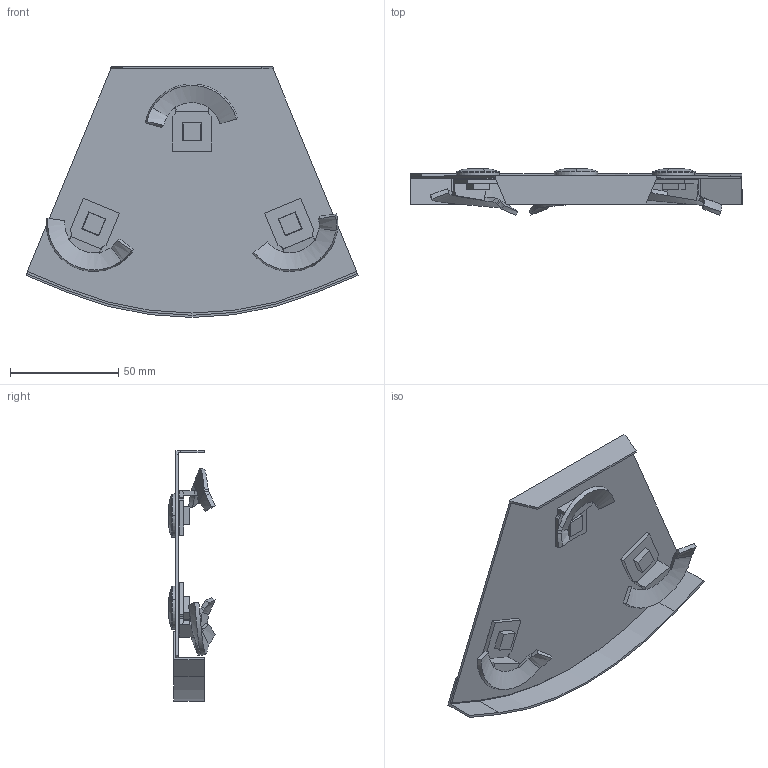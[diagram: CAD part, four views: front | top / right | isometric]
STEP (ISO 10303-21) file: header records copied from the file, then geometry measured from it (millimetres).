
FILE_DESCRIPTION (( 'STEP AP203' ), '1' );
FILE_NAME ('7132002.STEP', '2019-11-04T09:38:54', ( '' ), ( '' ), 'SwSTEP 2.0', 'SolidWorks 2018', '' );
FILE_SCHEMA (( 'CONFIG_CONTROL_DESIGN' ));
Length unit declared in the file: millimetre
Products named in the file (6): 109905_quadratisch_1; 120072_Standard_1; 099600_Standard_1; 7132002; KTS 08.038-111_NB=100 d-16,5 f〉 Helix-Drehriegel; KTS 08.038-115_R=150,5  A=20,5
Assembly tree (7 placements, depth 3):
  7132002
    KTS 08.038-111_NB=100 d-16,5 f〉 Helix-Drehriegel
    KTS 08.038-115_R=150,5  A=20,5
    120072_Standard_1  x3
      099600_Standard_1
      109905_quadratisch_1
Bounding box: 153.07 x 21.36 x 115.63 mm (x, y, z)
Volume: 26154.6 mm3; surface area: 44132.7 mm2
Topology: 8 solids, 8 shells, 250 faces, 672 edges, 441 vertices
Faces by surface type: plane 121, bspline 80, cone 33, cylinder 16
Entity records: 6009 total; most frequent: CARTESIAN_POINT 2871, ORIENTED_EDGE 564, DIRECTION 426, EDGE_CURVE 282, VERTEX_POINT 187, LINE 146, VECTOR 146, AXIS2_PLACEMENT_3D 140
